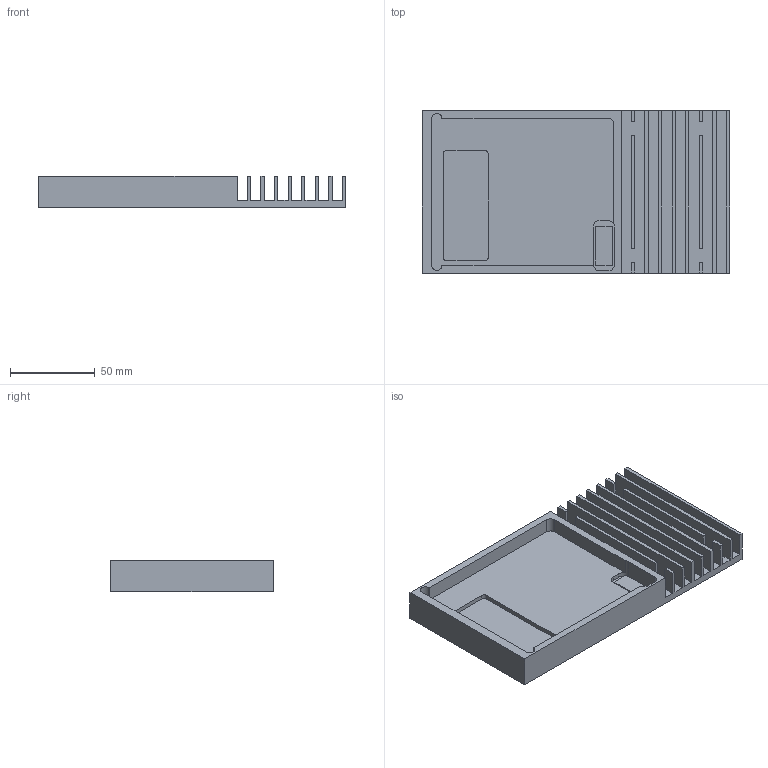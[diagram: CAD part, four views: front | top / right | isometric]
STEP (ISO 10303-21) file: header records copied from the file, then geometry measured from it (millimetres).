
FILE_DESCRIPTION(/* description */ (''),/* implementation_level */ '2;1');
FILE_NAME(/* name */ 'Heat Case v5.step',/* time_stamp */ '2020-07-21T17:29:31+08:00',/* author */ (''),/* organization */ (''),/* preprocessor_version */ 'ST-DEVELOPER v18.1',/* originating_system */ 'Autodesk Translation Framework v9.3.0.1241',/* authorisation */ '');
FILE_SCHEMA (('AUTOMOTIVE_DESIGN { 1 0 10303 214 3 1 1 }'));
Length unit declared in the file: metre
Products named in the file (1): Heat Case
Bounding box: 181.5 x 95.9 x 18.8 mm (x, y, z)
Volume: 172501.4 mm3; surface area: 69886.4 mm2
Topology: 2 solids, 2 shells, 89 faces, 244 edges, 164 vertices
Faces by surface type: plane 78, cylinder 11
Entity records: 2929 total; most frequent: CARTESIAN_POINT 498, ORIENTED_EDGE 488, DIRECTION 448, EDGE_CURVE 244, LINE 220, VECTOR 220, VERTEX_POINT 164, AXIS2_PLACEMENT_3D 114
